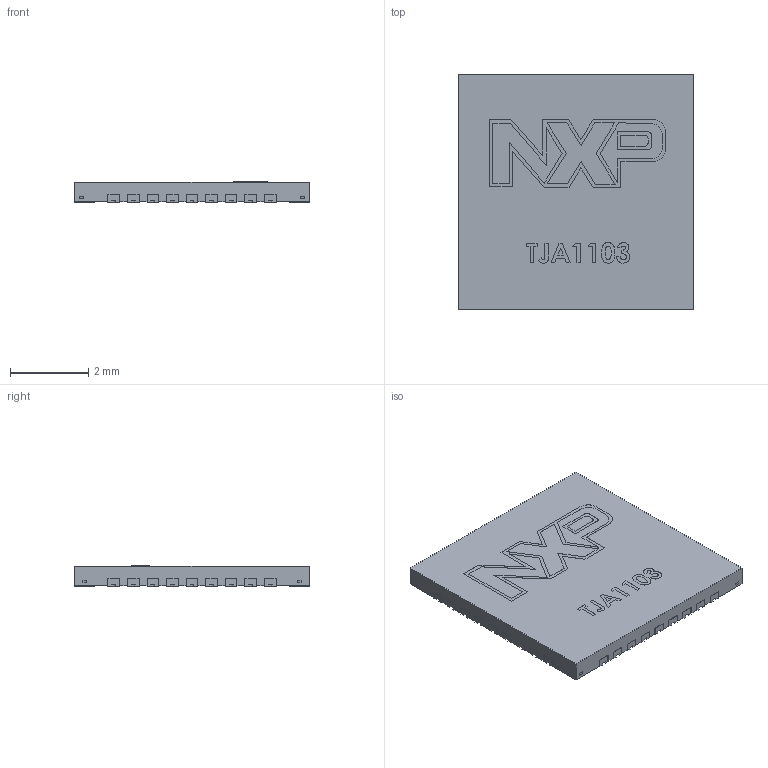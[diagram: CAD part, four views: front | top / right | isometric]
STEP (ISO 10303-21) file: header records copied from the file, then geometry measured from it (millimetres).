
FILE_DESCRIPTION (( 'STEP AP203' ), '1' );
FILE_NAME ('TJA1103.STEP', '2022-06-05T11:14:57', ( '' ), ( '' ), 'SwSTEP 2.0', 'SolidWorks 2020', '' );
FILE_SCHEMA (( 'CONFIG_CONTROL_DESIGN' ));
Length unit declared in the file: millimetre
Products named in the file (1): TJA1103
Bounding box: 6.02 x 6.02 x 0.51 mm (x, y, z)
Volume: 18 mm3; surface area: 85.3 mm2
Topology: 1 solids, 1 shells, 578 faces, 1656 edges, 1104 vertices
Faces by surface type: plane 446, cylinder 105, bspline 27
Entity records: 20261 total; most frequent: CARTESIAN_POINT 5022, ORIENTED_EDGE 3312, DIRECTION 2916, EDGE_CURVE 1656, LINE 1392, VECTOR 1392, VERTEX_POINT 1104, AXIS2_PLACEMENT_3D 762
